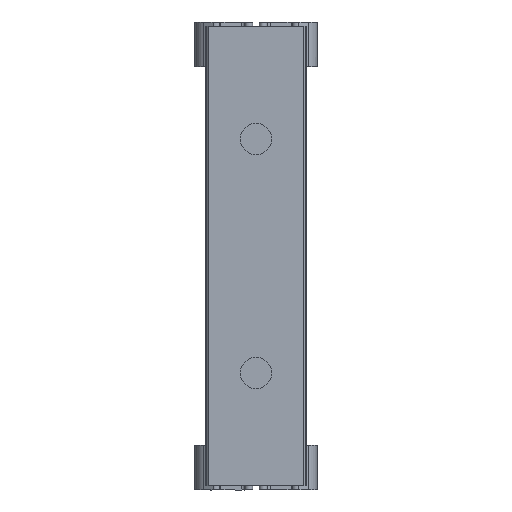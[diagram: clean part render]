
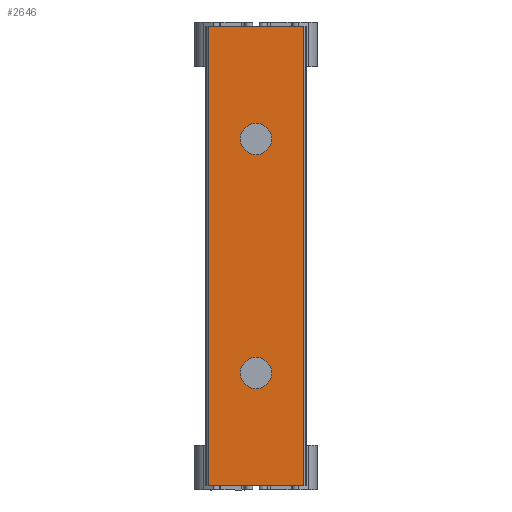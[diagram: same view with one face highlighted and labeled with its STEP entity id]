
A CAD part, front view. The second image highlights one B-rep face of the part: STEP entity #2646.
In plain terms, the highlighted planar face has unit normal (0, -1, 0).
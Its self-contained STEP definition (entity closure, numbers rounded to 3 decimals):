
#1580 = CARTESIAN_POINT ( 'NONE',  ( -21.5, 0., -206. ) ) ;
#1702 = CARTESIAN_POINT ( 'NONE',  ( 21.5, 0., 0. ) ) ;
#1736 = CARTESIAN_POINT ( 'NONE',  ( 21.5, 0., -206. ) ) ;
#1748 = CARTESIAN_POINT ( 'NONE',  ( -21.5, 0., 0. ) ) ;
#2017 = VERTEX_POINT ( 'NONE', #2018 ) ;
#2018 = CARTESIAN_POINT ( 'NONE',  ( 0., 0., -148.5 ) ) ;
#2025 = VERTEX_POINT ( 'NONE', #2026 ) ;
#2026 = CARTESIAN_POINT ( 'NONE',  ( 0., 0., -43.5 ) ) ;
#2220 = EDGE_LOOP ( 'NONE', ( #5282 ) ) ;
#2260 = EDGE_LOOP ( 'NONE', ( #5278, #5279, #5280, #5281 ) ) ;
#2290 = EDGE_LOOP ( 'NONE', ( #5277 ) ) ;
#2646 = ADVANCED_FACE ( 'NONE', ( #5739, #5734, #5741 ), #4229, .T. ) ;
#3111 = EDGE_CURVE ( 'NONE', #3948, #3902, #4947, .T. ) ;
#3112 = EDGE_CURVE ( 'NONE', #3780, #3948, #4949, .T. ) ;
#3116 = EDGE_CURVE ( 'NONE', #2017, #2017, #4958, .T. ) ;
#3120 = EDGE_CURVE ( 'NONE', #3780, #3936, #4963, .T. ) ;
#3124 = EDGE_CURVE ( 'NONE', #3936, #3902, #4962, .T. ) ;
#3131 = EDGE_CURVE ( 'NONE', #2025, #2025, #4984, .T. ) ;
#3780 = VERTEX_POINT ( 'NONE', #1580 ) ;
#3902 = VERTEX_POINT ( 'NONE', #1702 ) ;
#3936 = VERTEX_POINT ( 'NONE', #1736 ) ;
#3948 = VERTEX_POINT ( 'NONE', #1748 ) ;
#4229 = PLANE ( 'NONE',  #4671 ) ;
#4230 = CARTESIAN_POINT ( 'NONE',  ( 21.5, 0., -206. ) ) ;
#4231 = DIRECTION ( 'NONE',  ( 0., -1., 0. ) ) ;
#4232 = DIRECTION ( 'NONE',  ( 1., 0., 0. ) ) ;
#4457 = CARTESIAN_POINT ( 'NONE',  ( 21.5, 0., 0. ) ) ;
#4463 = DIRECTION ( 'NONE',  ( 1., 0., 0. ) ) ;
#4464 = CARTESIAN_POINT ( 'NONE',  ( -21.5, 0., -206. ) ) ;
#4465 = DIRECTION ( 'NONE',  ( 0., 0., 1. ) ) ;
#4468 = CARTESIAN_POINT ( 'NONE',  ( 0., 0., -155.5 ) ) ;
#4472 = DIRECTION ( 'NONE',  ( 0., 1., 0. ) ) ;
#4473 = DIRECTION ( 'NONE',  ( 0., 0., 1. ) ) ;
#4481 = CARTESIAN_POINT ( 'NONE',  ( 21.5, 0., -206. ) ) ;
#4482 = DIRECTION ( 'NONE',  ( 1., 0., 0. ) ) ;
#4489 = CARTESIAN_POINT ( 'NONE',  ( 21.5, 0., -206. ) ) ;
#4490 = DIRECTION ( 'NONE',  ( 0., 0., 1. ) ) ;
#4504 = CARTESIAN_POINT ( 'NONE',  ( 0., 0., -50.5 ) ) ;
#4508 = DIRECTION ( 'NONE',  ( 0., 1., 0. ) ) ;
#4509 = DIRECTION ( 'NONE',  ( 0., 0., 1. ) ) ;
#4669 = AXIS2_PLACEMENT_3D ( 'NONE', #4468, #4472, #4473 ) ;
#4671 = AXIS2_PLACEMENT_3D ( 'NONE', #4230, #4231, #4232 ) ;
#4739 = AXIS2_PLACEMENT_3D ( 'NONE', #4504, #4508, #4509 ) ;
#4943 = VECTOR ( 'NONE', #4463, 1000. ) ;
#4947 = LINE ( 'NONE', #4457, #4943 ) ;
#4949 = LINE ( 'NONE', #4464, #4950 ) ;
#4950 = VECTOR ( 'NONE', #4465, 1000. ) ;
#4958 = CIRCLE ( 'NONE', #4669, 7. ) ;
#4962 = LINE ( 'NONE', #4489, #4969 ) ;
#4963 = LINE ( 'NONE', #4481, #4964 ) ;
#4964 = VECTOR ( 'NONE', #4482, 1000. ) ;
#4969 = VECTOR ( 'NONE', #4490, 1000. ) ;
#4984 = CIRCLE ( 'NONE', #4739, 7. ) ;
#5277 = ORIENTED_EDGE ( 'NONE', *, *, #3131, .T. ) ;
#5278 = ORIENTED_EDGE ( 'NONE', *, *, #3111, .F. ) ;
#5279 = ORIENTED_EDGE ( 'NONE', *, *, #3112, .F. ) ;
#5280 = ORIENTED_EDGE ( 'NONE', *, *, #3120, .T. ) ;
#5281 = ORIENTED_EDGE ( 'NONE', *, *, #3124, .T. ) ;
#5282 = ORIENTED_EDGE ( 'NONE', *, *, #3116, .T. ) ;
#5734 = FACE_OUTER_BOUND ( 'NONE', #2260, .T. ) ;
#5739 = FACE_BOUND ( 'NONE', #2290, .T. ) ;
#5741 = FACE_BOUND ( 'NONE', #2220, .T. ) ;
